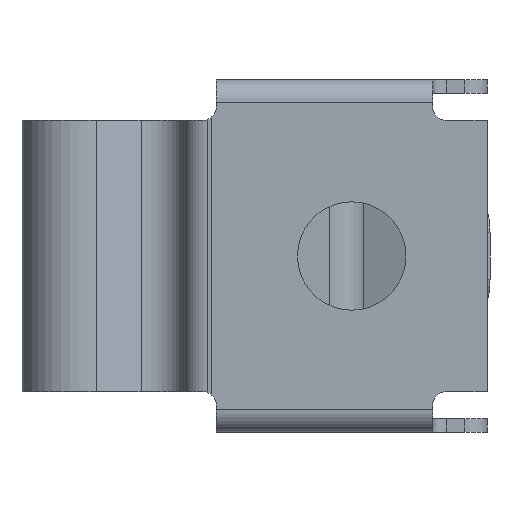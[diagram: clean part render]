
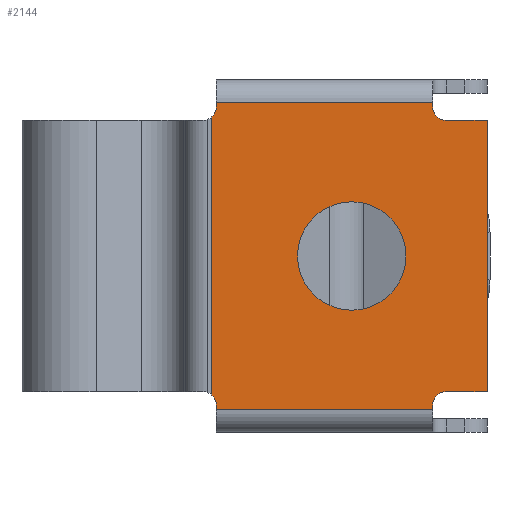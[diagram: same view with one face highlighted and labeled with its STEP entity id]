
A CAD part, front view. The second image highlights one B-rep face of the part: STEP entity #2144.
In plain terms, the highlighted planar face has unit normal (0, -1, 0).
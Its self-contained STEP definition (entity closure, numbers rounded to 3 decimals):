
#1=DIRECTION('',(-1.,0.,0.));
#2=VECTOR('',#1,0.453);
#3=CARTESIAN_POINT('',(1.525,0.,-1.5));
#4=LINE('',#3,#2);
#5=DIRECTION('',(0.,0.,1.));
#6=VECTOR('',#5,0.05);
#7=CARTESIAN_POINT('',(0.922,0.,-1.7));
#8=LINE('',#7,#6);
#9=DIRECTION('',(1.,0.,0.));
#10=VECTOR('',#9,2.397);
#11=CARTESIAN_POINT('',(-1.475,0.,-1.7));
#12=LINE('',#11,#10);
#13=DIRECTION('',(0.,0.,1.));
#14=VECTOR('',#13,0.05);
#15=CARTESIAN_POINT('',(-1.475,0.,-1.7));
#16=LINE('',#15,#14);
#17=DIRECTION('',(0.,0.,-1.));
#18=VECTOR('',#17,0.05);
#19=CARTESIAN_POINT('',(-1.475,0.,1.7));
#20=LINE('',#19,#18);
#21=DIRECTION('',(1.,0.,0.));
#22=VECTOR('',#21,2.397);
#23=CARTESIAN_POINT('',(-1.475,0.,1.7));
#24=LINE('',#23,#22);
#25=DIRECTION('',(0.,0.,-1.));
#26=VECTOR('',#25,0.05);
#27=CARTESIAN_POINT('',(0.922,0.,1.7));
#28=LINE('',#27,#26);
#29=DIRECTION('',(-1.,0.,0.));
#30=VECTOR('',#29,0.453);
#31=CARTESIAN_POINT('',(1.525,0.,1.5));
#32=LINE('',#31,#30);
#33=DIRECTION('',(0.,0.,-1.));
#34=VECTOR('',#33,3.);
#35=CARTESIAN_POINT('',(1.525,0.,1.5));
#36=LINE('',#35,#34);
#37=CARTESIAN_POINT('',(0.025,0.,0.));
#38=DIRECTION('',(0.,1.,0.));
#39=DIRECTION('',(-1.,0.,0.));
#40=AXIS2_PLACEMENT_3D('',#37,#38,#39);
#42=CARTESIAN_POINT('',(0.025,0.,0.));
#43=DIRECTION('',(0.,1.,0.));
#44=DIRECTION('',(1.,0.,0.));
#45=AXIS2_PLACEMENT_3D('',#42,#43,#44);
#55=CARTESIAN_POINT('',(1.072,0.,-1.65));
#56=DIRECTION('',(0.,1.,0.));
#57=DIRECTION('',(-1.,0.,0.));
#58=AXIS2_PLACEMENT_3D('',#55,#56,#57);
#123=CARTESIAN_POINT('',(1.072,0.,1.65));
#124=DIRECTION('',(0.,1.,0.));
#125=DIRECTION('',(0.,0.,-1.));
#126=AXIS2_PLACEMENT_3D('',#123,#124,#125);
#520=CARTESIAN_POINT('',(-1.625,0.,1.65));
#521=DIRECTION('',(0.,1.,0.));
#522=DIRECTION('',(1.,0.,0.));
#523=AXIS2_PLACEMENT_3D('',#520,#521,#522);
#558=DIRECTION('',(0.002,0.,1.));
#559=VECTOR('',#558,0.038);
#560=CARTESIAN_POINT('',(-1.525,0.,1.5));
#561=LINE('',#560,#559);
#562=DIRECTION('',(0.,0.,1.));
#563=VECTOR('',#562,3.);
#564=CARTESIAN_POINT('',(-1.525,0.,-1.5));
#565=LINE('',#564,#563);
#566=DIRECTION('',(-0.002,0.,1.));
#567=VECTOR('',#566,0.038);
#568=CARTESIAN_POINT('',(-1.525,0.,-1.538));
#569=LINE('',#568,#567);
#655=CARTESIAN_POINT('',(-1.625,0.,-1.65));
#656=DIRECTION('',(0.,1.,0.));
#657=DIRECTION('',(0.667,0.,0.745));
#658=AXIS2_PLACEMENT_3D('',#655,#656,#657);
#1727=CARTESIAN_POINT('',(-1.475,0.,-1.7));
#1728=VERTEX_POINT('',#1727);
#1733=CARTESIAN_POINT('',(-1.475,0.,1.7));
#1734=VERTEX_POINT('',#1733);
#1801=CARTESIAN_POINT('',(1.525,0.,1.5));
#1802=CARTESIAN_POINT('',(1.525,0.,-1.5));
#1803=VERTEX_POINT('',#1801);
#1804=VERTEX_POINT('',#1802);
#1809=CARTESIAN_POINT('',(0.922,0.,1.7));
#1811=VERTEX_POINT('',#1809);
#1817=CARTESIAN_POINT('',(0.922,0.,-1.7));
#1819=VERTEX_POINT('',#1817);
#1874=CARTESIAN_POINT('',(-1.525,0.,-1.538));
#1876=VERTEX_POINT('',#1874);
#1881=CARTESIAN_POINT('',(-1.525,0.,1.538));
#1883=VERTEX_POINT('',#1881);
#1885=CARTESIAN_POINT('',(1.072,0.,1.5));
#1887=VERTEX_POINT('',#1885);
#1889=CARTESIAN_POINT('',(0.922,0.,1.65));
#1891=VERTEX_POINT('',#1889);
#1893=CARTESIAN_POINT('',(0.922,0.,-1.65));
#1895=VERTEX_POINT('',#1893);
#1897=CARTESIAN_POINT('',(1.072,0.,-1.5));
#1899=VERTEX_POINT('',#1897);
#1901=CARTESIAN_POINT('',(-1.475,0.,-1.65));
#1902=VERTEX_POINT('',#1901);
#1905=CARTESIAN_POINT('',(-1.475,0.,1.65));
#1906=VERTEX_POINT('',#1905);
#1909=CARTESIAN_POINT('',(-1.525,0.,-1.5));
#1910=CARTESIAN_POINT('',(-1.525,0.,1.5));
#1911=VERTEX_POINT('',#1909);
#1912=VERTEX_POINT('',#1910);
#1937=CARTESIAN_POINT('',(-0.575,0.,0.));
#1938=CARTESIAN_POINT('',(0.625,0.,0.));
#1939=VERTEX_POINT('',#1937);
#1940=VERTEX_POINT('',#1938);
#2099=CARTESIAN_POINT('',(0.,0.,0.));
#2100=DIRECTION('',(0.,1.,0.));
#2101=DIRECTION('',(1.,0.,0.));
#2102=AXIS2_PLACEMENT_3D('',#2099,#2100,#2101);
#2103=PLANE('',#2102);
#2105=ORIENTED_EDGE('',*,*,#2104,.T.);
#2107=ORIENTED_EDGE('',*,*,#2106,.F.);
#2109=ORIENTED_EDGE('',*,*,#2108,.F.);
#2111=ORIENTED_EDGE('',*,*,#2110,.F.);
#2113=ORIENTED_EDGE('',*,*,#2112,.T.);
#2115=ORIENTED_EDGE('',*,*,#2114,.F.);
#2117=ORIENTED_EDGE('',*,*,#2116,.T.);
#2119=ORIENTED_EDGE('',*,*,#2118,.T.);
#2121=ORIENTED_EDGE('',*,*,#2120,.T.);
#2123=ORIENTED_EDGE('',*,*,#2122,.F.);
#2125=ORIENTED_EDGE('',*,*,#2124,.F.);
#2127=ORIENTED_EDGE('',*,*,#2126,.T.);
#2129=ORIENTED_EDGE('',*,*,#2128,.T.);
#2131=ORIENTED_EDGE('',*,*,#2130,.F.);
#2133=ORIENTED_EDGE('',*,*,#2132,.F.);
#2135=ORIENTED_EDGE('',*,*,#2134,.T.);
#2136=EDGE_LOOP('',(#2105,#2107,#2109,#2111,#2113,#2115,#2117,#2119,#2121,#2123,
#2125,#2127,#2129,#2131,#2133,#2135));
#2137=FACE_OUTER_BOUND('',#2136,.F.);
#2139=ORIENTED_EDGE('',*,*,#2138,.F.);
#2141=ORIENTED_EDGE('',*,*,#2140,.F.);
#2142=EDGE_LOOP('',(#2139,#2141));
#2143=FACE_BOUND('',#2142,.F.);
#41=CIRCLE('',#40,0.6);
#46=CIRCLE('',#45,0.6);
#59=CIRCLE('',#58,0.15);
#127=CIRCLE('',#126,0.15);
#524=CIRCLE('',#523,0.15);
#659=CIRCLE('',#658,0.15);
#2104=EDGE_CURVE('',#1804,#1899,#4,.T.);
#2106=EDGE_CURVE('',#1895,#1899,#59,.T.);
#2108=EDGE_CURVE('',#1819,#1895,#8,.T.);
#2110=EDGE_CURVE('',#1728,#1819,#12,.T.);
#2112=EDGE_CURVE('',#1728,#1902,#16,.T.);
#2114=EDGE_CURVE('',#1876,#1902,#659,.T.);
#2116=EDGE_CURVE('',#1876,#1911,#569,.T.);
#2118=EDGE_CURVE('',#1911,#1912,#565,.T.);
#2120=EDGE_CURVE('',#1912,#1883,#561,.T.);
#2122=EDGE_CURVE('',#1906,#1883,#524,.T.);
#2124=EDGE_CURVE('',#1734,#1906,#20,.T.);
#2126=EDGE_CURVE('',#1734,#1811,#24,.T.);
#2128=EDGE_CURVE('',#1811,#1891,#28,.T.);
#2130=EDGE_CURVE('',#1887,#1891,#127,.T.);
#2132=EDGE_CURVE('',#1803,#1887,#32,.T.);
#2134=EDGE_CURVE('',#1803,#1804,#36,.T.);
#2138=EDGE_CURVE('',#1939,#1940,#41,.T.);
#2140=EDGE_CURVE('',#1940,#1939,#46,.T.);
#2144=ADVANCED_FACE('',(#2137,#2143),#2103,.F.);
